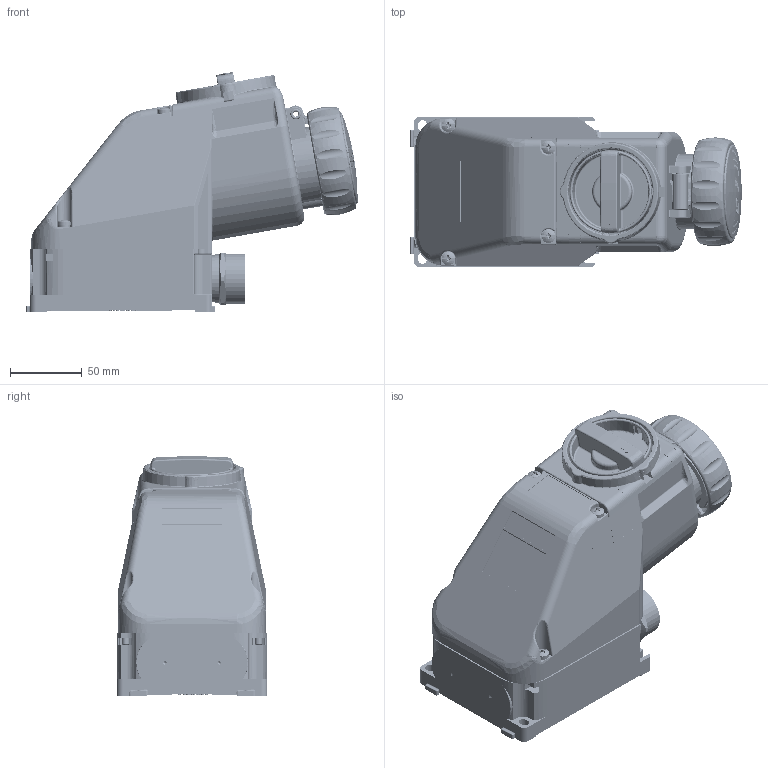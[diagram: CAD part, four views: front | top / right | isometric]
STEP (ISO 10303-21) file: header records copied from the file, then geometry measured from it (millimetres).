
FILE_DESCRIPTION (( 'STEP AP214' ), '1' );
FILE_NAME ('8570_21-___-ap214.STEP', '2014-02-05T13:00:26', ( 'Admin' ), ( 'R. STAHL AG' ), 'SwSTEP 2.0', 'SolidWorks 2013', '' );
FILE_SCHEMA (( 'AUTOMOTIVE_DESIGN' ));
Length unit declared in the file: millimetre
Products named in the file (28): 85_709_01_05_0; 506_797_0_geb”rdelt; 85_709_06_14_0; 221942; 85_700_01_16_0; 8163_0_001_083_0; 515_843_0_8570 einbau; 8163_0_001_083_0_CMP-Dichtung4-2; 85_709_01_16_0; 8163_0_001_083_0_CMP-Verschraubung4; 85_709_17_14_0; 85_709_02_05_0; 85_709_17_14_0Dichtung; 85_709_02_05_0_Dichtung; 85_709_01_49_0; 82_900_09_59_0_ohne Beschriftung; 85_709_26_04_0; 515_610_0; 82_909_02_59_0_ohne Beschriftung; 8570_21-___-ap214; 509_643_0; 509_643_1; 85_700_20_49_0; 85_709_20_28_0_85_709_23_28_0
Assembly tree (36 placements, depth 5):
  8570_21-___-ap214
    85_709_26_04_0
    85_700_20_49_0
      85_709_01_49_0
      85_700_01_16_0
        85_709_17_14_0
          85_709_17_14_0
          85_709_17_14_0Dichtung
        85_709_01_16_0
        515_843_0_8570 einbau
      221942  x4
      85_709_06_14_0  x4
      506_797_0_geb”rdelt
      85_709_01_05_0
        85_709_01_05_0
      85_709_20_28_0_85_709_23_28_0
    509_643_0  x4
      509_643_0
      509_643_1
    82_900_09_59_0_ohne Beschriftung
      82_909_02_59_0_ohne Beschriftung
      515_610_0
    85_709_02_05_0
      85_709_02_05_0
      85_709_02_05_0_Dichtung
    8163_0_001_083_0
      8163_0_001_083_0_CMP-Verschraubung4
      8163_0_001_083_0_CMP-Dichtung4-2
Bounding box: 231.31 x 105 x 167.28 mm (x, y, z)
Volume: 557170.9 mm3; surface area: 362605.4 mm2
Topology: 32 solids, 32 shells, 5909 faces, 15793 edges, 9997 vertices
Faces by surface type: plane 2397, cylinder 1724, bspline 918, torus 422, cone 276, sphere 172
Entity records: 190579 total; most frequent: CARTESIAN_POINT 68115, ORIENTED_EDGE 26534, DIRECTION 24133, EDGE_CURVE 13267, AXIS2_PLACEMENT_3D 8496, VERTEX_POINT 8436, VECTOR 7141, LINE 7141
